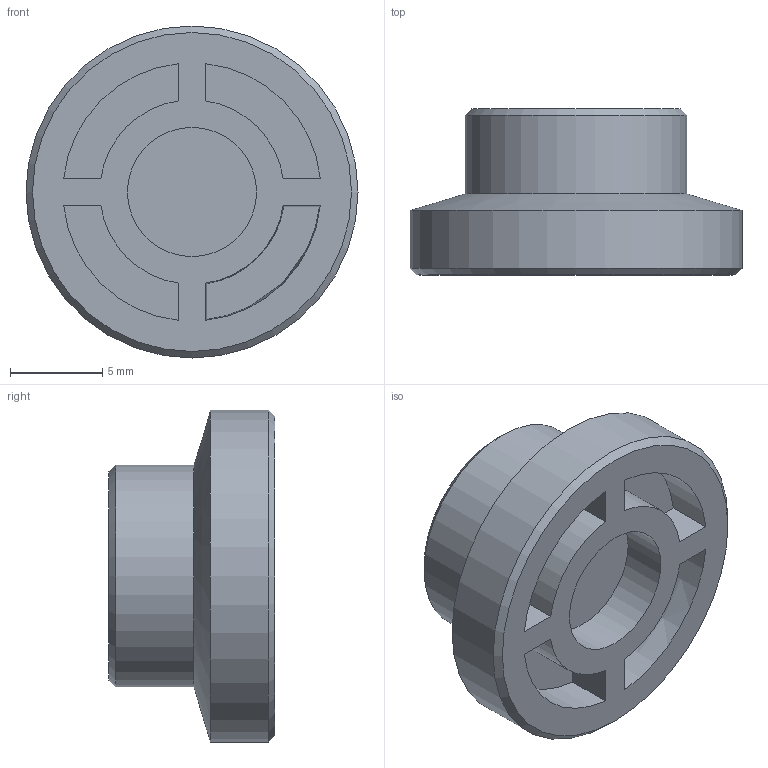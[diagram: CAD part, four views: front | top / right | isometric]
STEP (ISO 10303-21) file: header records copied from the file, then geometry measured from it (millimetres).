
FILE_DESCRIPTION( ( 'STEP AP214' ), '1' );
FILE_NAME( 'K0393.208.stp', '2020-12-07T10:24:14', ( '' ), ( '' ), ' ', 'PARTsolutions', ' ' );
FILE_SCHEMA( ( 'AUTOMOTIVE_DESIGN { 1 0 10303 214 1 1 1 1 }' ) );
Length unit declared in the file: millimetre
Products named in the file (1): _K0393.208
Bounding box: 18 x 9 x 18 mm (x, y, z)
Volume: 1206.5 mm3; surface area: 1181.6 mm2
Topology: 1 solids, 1 shells, 34 faces, 74 edges, 47 vertices
Faces by surface type: plane 15, cylinder 11, cone 8
Full cylindrical faces by diameter (mm): 5.9 x1, 6.16 x1, 7 x1, 12 x1, 18 x1
Entity records: 1154 total; most frequent: DIRECTION 156, CARTESIAN_POINT 154, ORIENTED_EDGE 122, AXIS2_PLACEMENT_3D 64, EDGE_CURVE 61, EDGE_LOOP 50, VERTEX_POINT 46, FACE_OUTER_BOUND 39
